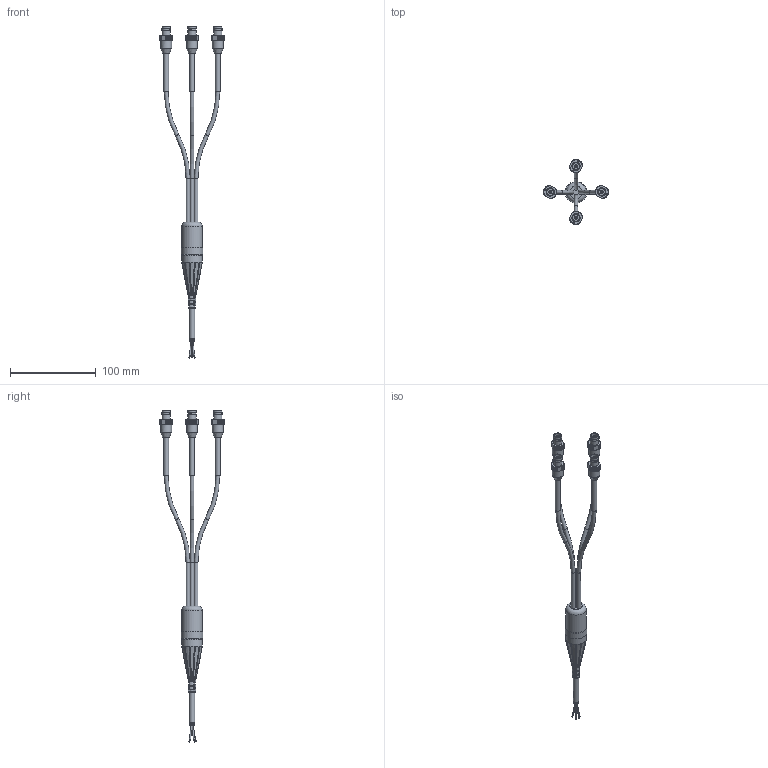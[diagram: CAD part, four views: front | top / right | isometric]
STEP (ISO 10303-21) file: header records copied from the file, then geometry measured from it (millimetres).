
FILE_DESCRIPTION(/* description */ (''),/* implementation_level */ '2;1');
FILE_NAME(/* name */ 'E4C.stp',/* time_stamp */ '2017-04-28T08:46:55-04:00',/* author */ ('aneininger'),/* organization */ (''),/* preprocessor_version */ 'ST-DEVELOPER v16.5',/* originating_system */ 'Autodesk Inventor 2017',/* authorisation */ '');
FILE_SCHEMA (('AUTOMOTIVE_DESIGN { 1 0 10303 214 3 1 1 }'));
Length unit declared in the file: inch
Products named in the file (1): E4C
Bounding box: 75.56 x 75.56 x 387.51 mm (x, y, z)
Volume: 8147.1 mm3; surface area: 31257.1 mm2
Topology: 20 solids, 25 shells, 2189 faces, 6002 edges, 3616 vertices
Faces by surface type: plane 1003, cylinder 688, bspline 415, torus 69, cone 14
Full cylindrical faces by diameter (mm): 0.128 x19, 0.203 x96, 1.575 x4, 2.032 x8, 2.095 x4, 3.175 x4, 3.614 x4, 3.937 x1, 4.445 x4, 4.572 x1, 5.715 x4, 6.35 x5, 7.797 x4, 8.89 x1, 9.652 x8, 9.906 x4, 12.7 x4, 23.876 x1, 24.13 x1, 25.4 x1
Entity records: 86928 total; most frequent: CARTESIAN_POINT 29810, ORIENTED_EDGE 11914, DIRECTION 11860, EDGE_CURVE 5737, AXIS2_PLACEMENT_3D 4952, VERTEX_POINT 3542, CIRCLE 2796, EDGE_LOOP 2549
